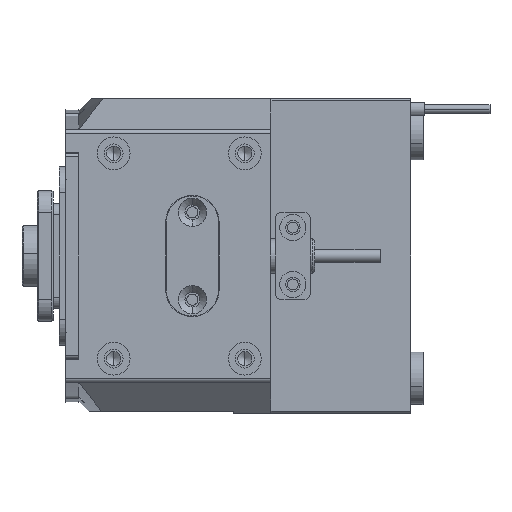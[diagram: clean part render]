
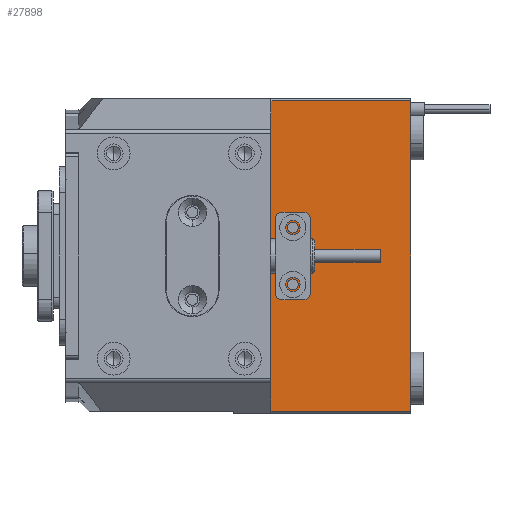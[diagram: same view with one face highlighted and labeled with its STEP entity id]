
A CAD part, left-side view. The second image highlights one B-rep face of the part: STEP entity #27898.
In plain terms, the highlighted planar face has unit normal (-1, 0, 0).
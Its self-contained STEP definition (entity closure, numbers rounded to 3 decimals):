
#723 = ORIENTED_EDGE ( 'NONE', *, *, #39437, .F. ) ;
#863 = EDGE_CURVE ( 'NONE', #28710, #36697, #37637, .T. ) ;
#914 = CIRCLE ( 'NONE', #35664, 1.25 ) ;
#1288 = EDGE_CURVE ( 'NONE', #28710, #14511, #37075, .T. ) ;
#1366 = CARTESIAN_POINT ( 'NONE',  ( -62.5, -14., -35.5 ) ) ;
#2391 = VERTEX_POINT ( 'NONE', #27234 ) ;
#2554 = CIRCLE ( 'NONE', #19863, 1.25 ) ;
#6253 = CARTESIAN_POINT ( 'NONE',  ( -62.5, -46., 35.5 ) ) ;
#7045 = LINE ( 'NONE', #30573, #34094 ) ;
#7468 = CARTESIAN_POINT ( 'NONE',  ( -62.5, -46., 36. ) ) ;
#8215 = CARTESIAN_POINT ( 'NONE',  ( -62.5, -19., -6.5 ) ) ;
#9574 = FACE_OUTER_BOUND ( 'NONE', #39321, .T. ) ;
#10077 = EDGE_CURVE ( 'NONE', #18529, #12746, #22396, .T. ) ;
#10214 = AXIS2_PLACEMENT_3D ( 'NONE', #8215, #27294, #19446 ) ;
#11368 = CARTESIAN_POINT ( 'NONE',  ( -62.5, -14., 36. ) ) ;
#11681 = VERTEX_POINT ( 'NONE', #1366 ) ;
#12314 = CARTESIAN_POINT ( 'NONE',  ( -62.5, -14., 35.5 ) ) ;
#12746 = VERTEX_POINT ( 'NONE', #16891 ) ;
#13121 = FACE_BOUND ( 'NONE', #33208, .T. ) ;
#13225 = ORIENTED_EDGE ( 'NONE', *, *, #28943, .F. ) ;
#13690 = FACE_BOUND ( 'NONE', #13901, .T. ) ;
#13901 = EDGE_LOOP ( 'NONE', ( #723, #24480 ) ) ;
#14511 = VERTEX_POINT ( 'NONE', #37665 ) ;
#15604 = DIRECTION ( 'NONE',  ( -1., 0., 0. ) ) ;
#16128 = DIRECTION ( 'NONE',  ( -1., 0., 0. ) ) ;
#16891 = CARTESIAN_POINT ( 'NONE',  ( -62.5, -19., -7.75 ) ) ;
#17682 = CARTESIAN_POINT ( 'NONE',  ( -62.5, -46., 36. ) ) ;
#17816 = CARTESIAN_POINT ( 'NONE',  ( -62.5, -19., 6.5 ) ) ;
#18101 = EDGE_CURVE ( 'NONE', #11681, #14511, #7045, .T. ) ;
#18529 = VERTEX_POINT ( 'NONE', #21300 ) ;
#19446 = DIRECTION ( 'NONE',  ( 0., 0., 1. ) ) ;
#19863 = AXIS2_PLACEMENT_3D ( 'NONE', #34305, #15604, #45002 ) ;
#21300 = CARTESIAN_POINT ( 'NONE',  ( -62.5, -19., -5.25 ) ) ;
#21784 = VECTOR ( 'NONE', #41003, 1000. ) ;
#22396 = CIRCLE ( 'NONE', #39840, 1.25 ) ;
#22470 = DIRECTION ( 'NONE',  ( 1., 0., 0. ) ) ;
#22487 = AXIS2_PLACEMENT_3D ( 'NONE', #7468, #22470, #48736 ) ;
#22689 = ORIENTED_EDGE ( 'NONE', *, *, #863, .T. ) ;
#24480 = ORIENTED_EDGE ( 'NONE', *, *, #30437, .F. ) ;
#25765 = CARTESIAN_POINT ( 'NONE',  ( -62.5, -46., 35.5 ) ) ;
#27234 = CARTESIAN_POINT ( 'NONE',  ( -62.5, -19., 7.75 ) ) ;
#27294 = DIRECTION ( 'NONE',  ( -1., 0., 0. ) ) ;
#27489 = ORIENTED_EDGE ( 'NONE', *, *, #10077, .F. ) ;
#27898 = ADVANCED_FACE ( 'NONE', ( #13690, #13121, #9574 ), #48245, .F. ) ;
#28710 = VERTEX_POINT ( 'NONE', #6253 ) ;
#28715 = CARTESIAN_POINT ( 'NONE',  ( -62.5, -19., 5.25 ) ) ;
#28873 = EDGE_CURVE ( 'NONE', #36697, #11681, #40011, .T. ) ;
#28943 = EDGE_CURVE ( 'NONE', #12746, #18529, #44385, .T. ) ;
#30437 = EDGE_CURVE ( 'NONE', #38525, #2391, #914, .T. ) ;
#30573 = CARTESIAN_POINT ( 'NONE',  ( -62.5, -46., -35.5 ) ) ;
#31362 = DIRECTION ( 'NONE',  ( 0., 0., 1. ) ) ;
#33208 = EDGE_LOOP ( 'NONE', ( #27489, #13225 ) ) ;
#34094 = VECTOR ( 'NONE', #37966, 1000. ) ;
#34305 = CARTESIAN_POINT ( 'NONE',  ( -62.5, -19., 6.5 ) ) ;
#34723 = ORIENTED_EDGE ( 'NONE', *, *, #1288, .F. ) ;
#35664 = AXIS2_PLACEMENT_3D ( 'NONE', #17816, #47694, #44383 ) ;
#36697 = VERTEX_POINT ( 'NONE', #12314 ) ;
#37075 = LINE ( 'NONE', #17682, #45900 ) ;
#37579 = ORIENTED_EDGE ( 'NONE', *, *, #18101, .T. ) ;
#37637 = LINE ( 'NONE', #25765, #21784 ) ;
#37665 = CARTESIAN_POINT ( 'NONE',  ( -62.5, -46., -35.5 ) ) ;
#37966 = DIRECTION ( 'NONE',  ( 0., -1., 0. ) ) ;
#38301 = CARTESIAN_POINT ( 'NONE',  ( -62.5, -19., -6.5 ) ) ;
#38525 = VERTEX_POINT ( 'NONE', #28715 ) ;
#39136 = ORIENTED_EDGE ( 'NONE', *, *, #28873, .T. ) ;
#39321 = EDGE_LOOP ( 'NONE', ( #39136, #37579, #34723, #22689 ) ) ;
#39437 = EDGE_CURVE ( 'NONE', #2391, #38525, #2554, .T. ) ;
#39840 = AXIS2_PLACEMENT_3D ( 'NONE', #38301, #16128, #31362 ) ;
#40011 = LINE ( 'NONE', #11368, #46482 ) ;
#41003 = DIRECTION ( 'NONE',  ( 0., 1., 0. ) ) ;
#44383 = DIRECTION ( 'NONE',  ( 0., 0., 1. ) ) ;
#44385 = CIRCLE ( 'NONE', #10214, 1.25 ) ;
#45002 = DIRECTION ( 'NONE',  ( 0., 0., 1. ) ) ;
#45027 = DIRECTION ( 'NONE',  ( 0., 0., -1. ) ) ;
#45900 = VECTOR ( 'NONE', #48036, 1000. ) ;
#46482 = VECTOR ( 'NONE', #45027, 1000. ) ;
#47694 = DIRECTION ( 'NONE',  ( -1., 0., 0. ) ) ;
#48036 = DIRECTION ( 'NONE',  ( 0., 0., -1. ) ) ;
#48245 = PLANE ( 'NONE',  #22487 ) ;
#48736 = DIRECTION ( 'NONE',  ( 0., 0., -1. ) ) ;
